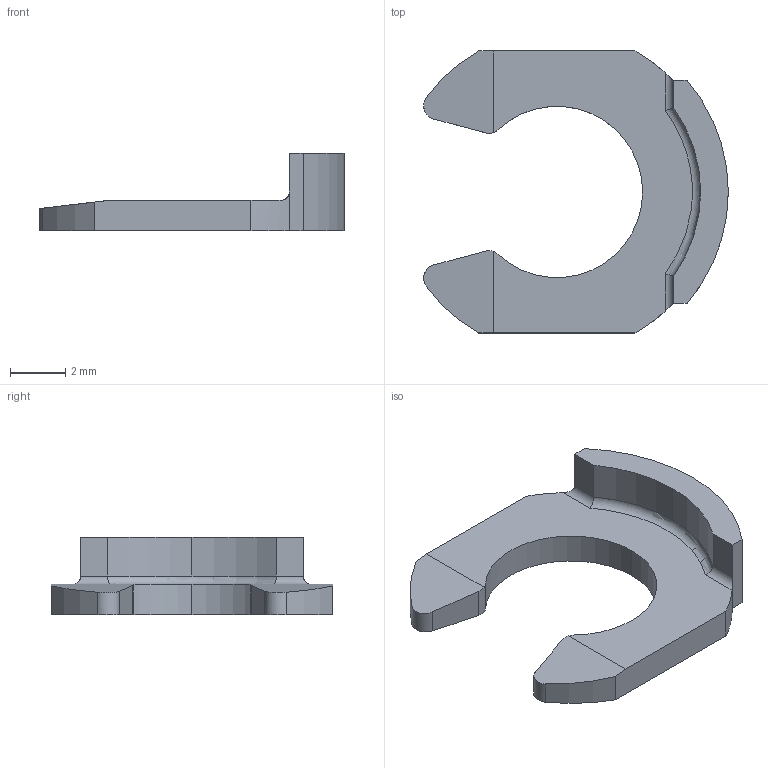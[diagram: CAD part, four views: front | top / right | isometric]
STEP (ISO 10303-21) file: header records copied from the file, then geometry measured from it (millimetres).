
FILE_DESCRIPTION (( 'STEP AP214' ), '1' );
FILE_NAME ('LC532-P.step', '2017-08-29T20:46:06', ( '' ), ( '' ), 'SwSTEP 2.0', 'SolidWorks 2017', '' );
FILE_SCHEMA (( 'AUTOMOTIVE_DESIGN' ));
Length unit declared in the file: inch
Products named in the file (1): LC532-P
Bounding box: 11.02 x 10.2 x 2.8 mm (x, y, z)
Volume: 78.6 mm3; surface area: 203.8 mm2
Topology: 1 solids, 1 shells, 30 faces, 80 edges, 52 vertices
Faces by surface type: cylinder 16, plane 13, torus 1
Entity records: 1009 total; most frequent: CARTESIAN_POINT 224, ORIENTED_EDGE 160, DIRECTION 155, EDGE_CURVE 80, AXIS2_PLACEMENT_3D 55, VERTEX_POINT 52, VECTOR 45, LINE 45
